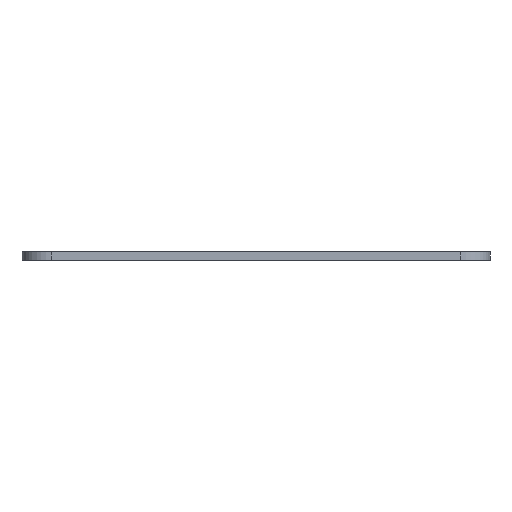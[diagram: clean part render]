
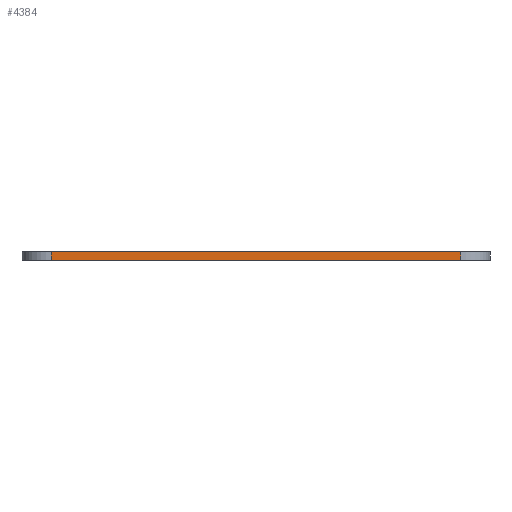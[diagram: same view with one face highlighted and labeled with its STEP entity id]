
A CAD part, front view. The second image highlights one B-rep face of the part: STEP entity #4384.
In plain terms, the highlighted planar face has unit normal (0, -1, 0).
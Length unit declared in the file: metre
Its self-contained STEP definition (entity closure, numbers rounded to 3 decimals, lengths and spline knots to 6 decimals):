
#606=ORIENTED_EDGE('',*,*,#1893,.F.);
#607=ORIENTED_EDGE('',*,*,#1937,.T.);
#608=ORIENTED_EDGE('',*,*,#1786,.T.);
#609=ORIENTED_EDGE('',*,*,#1938,.T.);
#1786=EDGE_CURVE('',#2458,#2457,#2862,.T.);
#1893=EDGE_CURVE('',#2558,#2559,#2921,.T.);
#1937=EDGE_CURVE('',#2558,#2458,#2943,.T.);
#1938=EDGE_CURVE('',#2457,#2559,#2944,.F.);
#2457=VERTEX_POINT('',#6663);
#2458=VERTEX_POINT('',#6665);
#2558=VERTEX_POINT('',#6875);
#2559=VERTEX_POINT('',#6877);
#2862=LINE('',#6664,#3307);
#2921=LINE('',#6876,#3366);
#2943=LINE('',#6963,#3388);
#2944=LINE('',#6964,#3389);
#3307=VECTOR('',#5238,1.);
#3366=VECTOR('',#5401,1.);
#3388=VECTOR('',#5473,1.);
#3389=VECTOR('',#5474,1.);
#3735=EDGE_LOOP('',(#606,#607,#608,#609));
#4008=FACE_BOUND('',#3735,.T.);
#4255=PLANE('',#4752);
#4384=ADVANCED_FACE('',(#4008),#4255,.F.);
#4752=AXIS2_PLACEMENT_3D('',#6962,#5471,#5472);
#5238=DIRECTION('',(1.,0.,0.));
#5401=DIRECTION('',(1.,0.,0.));
#5471=DIRECTION('',(0.,1.,0.));
#5472=DIRECTION('',(0.,0.,1.));
#5473=DIRECTION('',(0.,0.,-1.));
#5474=DIRECTION('',(0.,0.,-1.));
#6663=CARTESIAN_POINT('',(0.0351,-0.031575,0.));
#6664=CARTESIAN_POINT('',(0.,-0.031575,0.));
#6665=CARTESIAN_POINT('',(-0.0351,-0.031575,0.));
#6875=CARTESIAN_POINT('',(-0.0351,-0.031575,0.0015));
#6876=CARTESIAN_POINT('',(0.,-0.031575,0.0015));
#6877=CARTESIAN_POINT('',(0.0351,-0.031575,0.0015));
#6962=CARTESIAN_POINT('',(0.,-0.031575,0.0015));
#6963=CARTESIAN_POINT('',(-0.0351,-0.031575,0.0015));
#6964=CARTESIAN_POINT('',(0.0351,-0.031575,0.0015));
